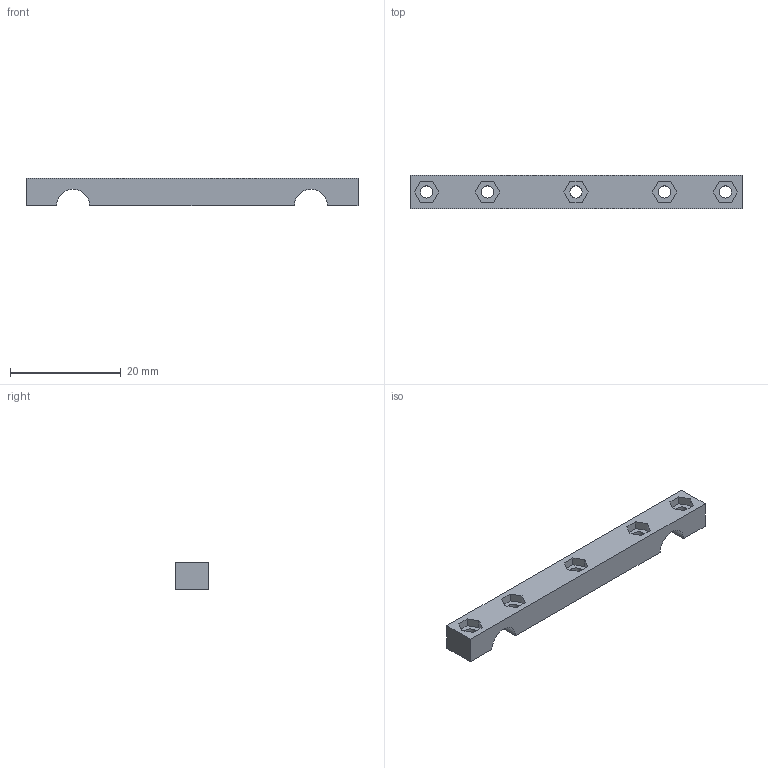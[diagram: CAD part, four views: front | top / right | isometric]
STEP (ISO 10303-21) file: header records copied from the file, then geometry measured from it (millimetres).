
FILE_DESCRIPTION(/* description */ (''),/* implementation_level */ '2;1');
FILE_NAME(/* name */ 'CANNULA_ARM_A v1.step',/* time_stamp */ '2020-06-02T10:20:10+01:00',/* author */ (''),/* organization */ (''),/* preprocessor_version */ 'ST-DEVELOPER v18.1',/* originating_system */ 'Autodesk Translation Framework v9.3.0.1241',/* authorisation */ '');
FILE_SCHEMA (('AUTOMOTIVE_DESIGN { 1 0 10303 214 3 1 1 }'));
Length unit declared in the file: millimetre
Products named in the file (1): CANNULA_ARM_A
Bounding box: 60 x 6 x 5 mm (x, y, z)
Volume: 1469.5 mm3; surface area: 1546.5 mm2
Topology: 1 solids, 1 shells, 50 faces, 129 edges, 86 vertices
Faces by surface type: plane 43, cylinder 7
Full cylindrical faces by diameter (mm): 2.2 x5
Entity records: 1560 total; most frequent: CARTESIAN_POINT 266, ORIENTED_EDGE 258, DIRECTION 245, EDGE_CURVE 129, LINE 115, VECTOR 115, VERTEX_POINT 86, EDGE_LOOP 65
